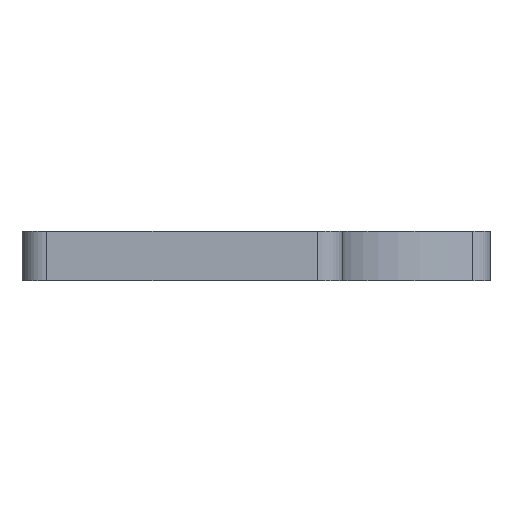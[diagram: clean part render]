
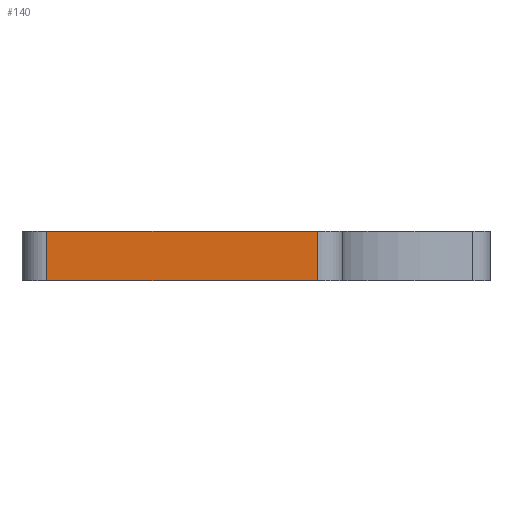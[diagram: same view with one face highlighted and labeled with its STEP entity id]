
A CAD part, front view. The second image highlights one B-rep face of the part: STEP entity #140.
In plain terms, the highlighted planar face has unit normal (0, -1, 0).
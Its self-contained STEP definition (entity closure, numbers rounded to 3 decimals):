
#140=ADVANCED_FACE('',(#370),#371,.T.);
#370=FACE_OUTER_BOUND('',#685,.T.);
#371=PLANE('',#686);
#685=EDGE_LOOP('',(#1111,#1112,#1113,#1114));
#686=AXIS2_PLACEMENT_3D('',#1115,#1116,#1117);
#1111=ORIENTED_EDGE('',*,*,#1818,.T.);
#1112=ORIENTED_EDGE('',*,*,#1739,.T.);
#1113=ORIENTED_EDGE('',*,*,#1777,.F.);
#1114=ORIENTED_EDGE('',*,*,#1727,.T.);
#1115=CARTESIAN_POINT('',(130.0,0.0,0.0));
#1116=DIRECTION('',(0.,-1.0,0.0));
#1117=DIRECTION('',(1.0,0.,0.0));
#1727=EDGE_CURVE('',#2045,#2042,#2046,.F.);
#1739=EDGE_CURVE('',#2061,#2065,#2067,.T.);
#1777=EDGE_CURVE('',#2045,#2065,#2140,.T.);
#1818=EDGE_CURVE('',#2042,#2061,#2219,.T.);
#2042=VERTEX_POINT('',#2524);
#2045=VERTEX_POINT('',#2527);
#2046=LINE('',#2528,#2529);
#2061=VERTEX_POINT('',#2547);
#2065=VERTEX_POINT('',#2552);
#2067=LINE('',#2554,#2555);
#2140=LINE('',#2643,#2644);
#2219=LINE('',#2742,#2743);
#2524=CARTESIAN_POINT('',(20.0,0.,0.0));
#2527=CARTESIAN_POINT('',(20.0,0.,40.0));
#2528=CARTESIAN_POINT('',(20.0,0.,0.0));
#2529=VECTOR('',#3141,1.0);
#2547=CARTESIAN_POINT('',(240.,0.,0.0));
#2552=CARTESIAN_POINT('',(240.,0.,40.0));
#2554=CARTESIAN_POINT('',(240.,0.,0.0));
#2555=VECTOR('',#3161,1.0);
#2643=CARTESIAN_POINT('',(130.0,0.0,40.0));
#2644=VECTOR('',#3240,1.0);
#2742=CARTESIAN_POINT('',(130.0,0.0,0.0));
#2743=VECTOR('',#3320,1.0);
#3141=DIRECTION('',(0.0,0.0,1.0));
#3161=DIRECTION('',(0.0,0.0,1.0));
#3240=DIRECTION('',(1.0,0.,0.0));
#3320=DIRECTION('',(1.0,0.,0.0));
